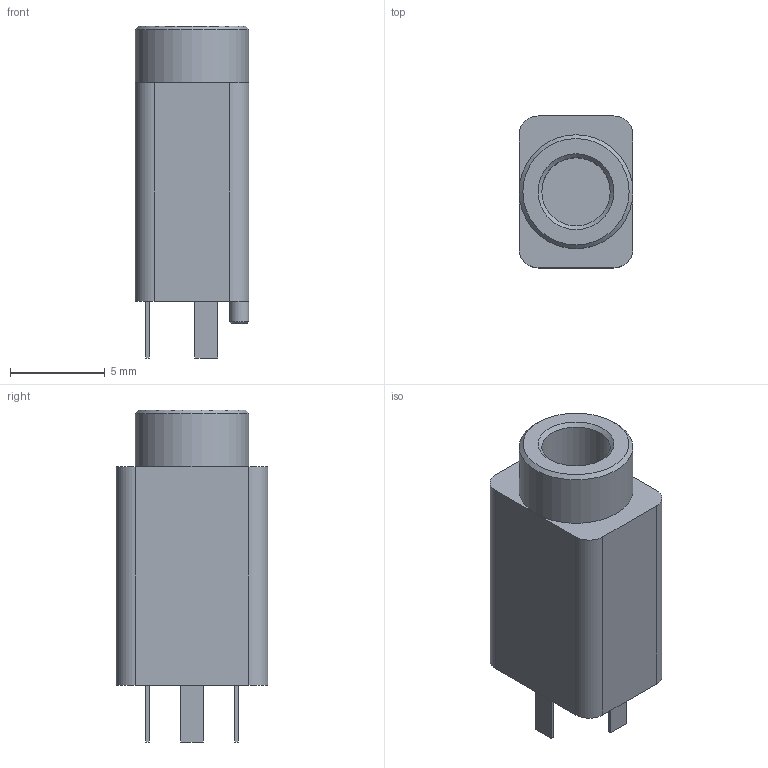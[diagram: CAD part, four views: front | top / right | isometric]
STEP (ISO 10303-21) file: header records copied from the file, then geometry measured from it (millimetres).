
FILE_DESCRIPTION(('FreeCAD Model'),'2;1');
FILE_NAME(/JIS C 6560.step','2020-03-24T23:04:06',(''),(''), 'Open CASCADE STEP processor 7.3','FreeCAD','Unknown');
FILE_SCHEMA(('AUTOMOTIVE_DESIGN { 1 0 10303 214 1 1 1 1 }'));
Length unit declared in the file: millimetre
Products named in the file (3): Part; Body; Pins
Assembly tree (2 placements, depth 2):
  Part
    Body
    Pins
Bounding box: 6 x 8 x 17.5 mm (x, y, z)
Volume: 532 mm3; surface area: 681.2 mm2
Topology: 2 solids, 2 shells, 45 faces, 103 edges, 66 vertices
Faces by surface type: plane 35, cylinder 7, cone 3
Full cylindrical faces by diameter (mm): 1 x1, 3.6 x1, 6 x1
Entity records: 1319 total; most frequent: CARTESIAN_POINT 217, DIRECTION 217, ORIENTED_EDGE 206, EDGE_CURVE 103, LINE 85, VECTOR 85, AXIS2_PLACEMENT_3D 66, VERTEX_POINT 66
